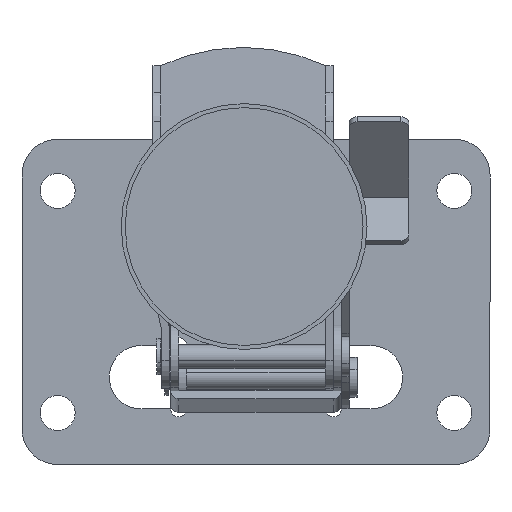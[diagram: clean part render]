
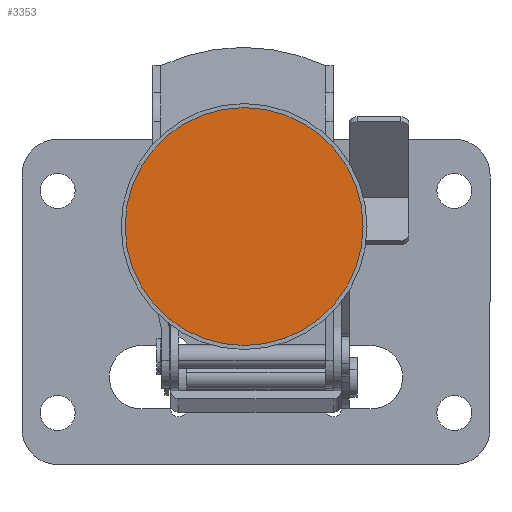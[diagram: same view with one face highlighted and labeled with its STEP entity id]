
A CAD part, front view. The second image highlights one B-rep face of the part: STEP entity #3353.
In plain terms, the highlighted planar face has unit normal (0, -1, 0).
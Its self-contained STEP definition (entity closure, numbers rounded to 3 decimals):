
#370 = EDGE_LOOP ( 'NONE', ( #3029, #1617 ) ) ;
#536 = CIRCLE ( 'NONE', #3584, 30. ) ;
#623 = CARTESIAN_POINT ( 'NONE',  ( 0., -18., 0. ) ) ;
#966 = CARTESIAN_POINT ( 'NONE',  ( 0., -18., -30. ) ) ;
#1184 = CARTESIAN_POINT ( 'NONE',  ( 0., -18., 30. ) ) ;
#1370 = DIRECTION ( 'NONE',  ( 0., 0., 1. ) ) ;
#1617 = ORIENTED_EDGE ( 'NONE', *, *, #3183, .F. ) ;
#1823 = CARTESIAN_POINT ( 'NONE',  ( 0., -18., 0. ) ) ;
#1831 = AXIS2_PLACEMENT_3D ( 'NONE', #7038, #2014, #7060 ) ;
#1832 = VERTEX_POINT ( 'NONE', #1184 ) ;
#2014 = DIRECTION ( 'NONE',  ( 0., -1., 0. ) ) ;
#2528 = DIRECTION ( 'NONE',  ( 0., 0., 1. ) ) ;
#3029 = ORIENTED_EDGE ( 'NONE', *, *, #6471, .F. ) ;
#3183 = EDGE_CURVE ( 'NONE', #8668, #1832, #6544, .T. ) ;
#3287 = FACE_OUTER_BOUND ( 'NONE', #370, .T. ) ;
#3353 = ADVANCED_FACE ( 'NONE', ( #3287 ), #9224, .T. ) ;
#3584 = AXIS2_PLACEMENT_3D ( 'NONE', #1823, #6861, #2528 ) ;
#5692 = DIRECTION ( 'NONE',  ( 0., 1., 0. ) ) ;
#6356 = AXIS2_PLACEMENT_3D ( 'NONE', #623, #5692, #1370 ) ;
#6471 = EDGE_CURVE ( 'NONE', #1832, #8668, #536, .T. ) ;
#6544 = CIRCLE ( 'NONE', #6356, 30. ) ;
#6861 = DIRECTION ( 'NONE',  ( 0., 1., 0. ) ) ;
#7038 = CARTESIAN_POINT ( 'NONE',  ( 0., -18., 0. ) ) ;
#7060 = DIRECTION ( 'NONE',  ( 0., 0., -1. ) ) ;
#8668 = VERTEX_POINT ( 'NONE', #966 ) ;
#9224 = PLANE ( 'NONE',  #1831 ) ;
